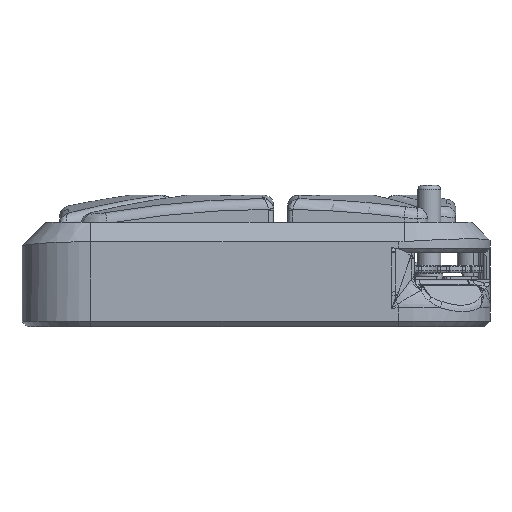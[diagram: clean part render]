
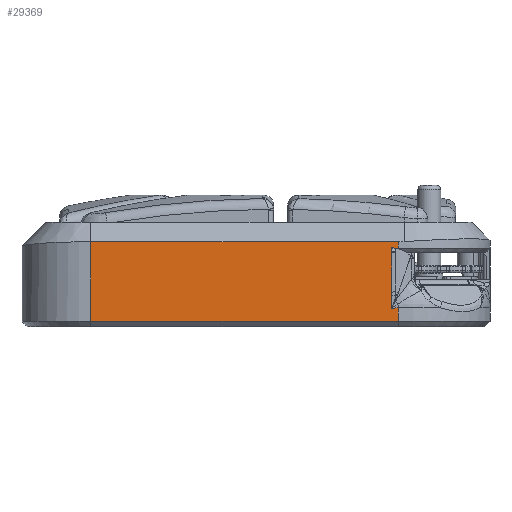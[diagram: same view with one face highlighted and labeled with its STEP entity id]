
A CAD part, left-side view. The second image highlights one B-rep face of the part: STEP entity #29369.
In plain terms, the highlighted planar face has unit normal (-1, 0, 0).
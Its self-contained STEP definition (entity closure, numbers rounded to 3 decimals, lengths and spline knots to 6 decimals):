
#1276=B_SPLINE_CURVE_WITH_KNOTS('',3,(#50735,#50736,#50737,#50738),
 .UNSPECIFIED.,.F.,.F.,(4,4),(0.,0.001428),.UNSPECIFIED.);
#1285=B_SPLINE_CURVE_WITH_KNOTS('',3,(#50804,#50805,#50806,#50807),
 .UNSPECIFIED.,.F.,.F.,(4,4),(0.,0.001419),.UNSPECIFIED.);
#3083=LINE('',#50689,#5001);
#3096=LINE('',#50799,#5014);
#3097=LINE('',#50802,#5015);
#3098=LINE('',#50808,#5016);
#3099=LINE('',#50810,#5017);
#3100=LINE('',#50812,#5018);
#5001=VECTOR('',#38575,1.);
#5014=VECTOR('',#38614,1.);
#5015=VECTOR('',#38615,1.);
#5016=VECTOR('',#38616,1.);
#5017=VECTOR('',#38617,1.);
#5018=VECTOR('',#38618,1.);
#10748=ORIENTED_EDGE('',*,*,#17390,.T.);
#10749=ORIENTED_EDGE('',*,*,#17391,.F.);
#10750=ORIENTED_EDGE('',*,*,#17392,.T.);
#10751=ORIENTED_EDGE('',*,*,#17357,.T.);
#10752=ORIENTED_EDGE('',*,*,#17371,.T.);
#10753=ORIENTED_EDGE('',*,*,#17393,.F.);
#10754=ORIENTED_EDGE('',*,*,#17394,.T.);
#10755=ORIENTED_EDGE('',*,*,#17395,.T.);
#17357=EDGE_CURVE('',#20992,#20993,#3083,.F.);
#17371=EDGE_CURVE('',#20993,#21002,#1276,.T.);
#17390=EDGE_CURVE('',#21014,#21015,#3096,.T.);
#17391=EDGE_CURVE('',#21016,#21015,#3097,.T.);
#17392=EDGE_CURVE('',#21016,#20992,#1285,.T.);
#17393=EDGE_CURVE('',#21017,#21002,#3098,.T.);
#17394=EDGE_CURVE('',#21017,#21018,#3099,.T.);
#17395=EDGE_CURVE('',#21018,#21014,#3100,.T.);
#20992=VERTEX_POINT('',#50690);
#20993=VERTEX_POINT('',#50691);
#21002=VERTEX_POINT('',#50734);
#21014=VERTEX_POINT('',#50800);
#21015=VERTEX_POINT('',#50801);
#21016=VERTEX_POINT('',#50803);
#21017=VERTEX_POINT('',#50809);
#21018=VERTEX_POINT('',#50811);
#24727=EDGE_LOOP('',(#10748,#10749,#10750,#10751,#10752,#10753,#10754,#10755));
#26789=FACE_BOUND('',#24727,.T.);
#27942=PLANE('',#32408);
#29369=ADVANCED_FACE('',(#26789),#27942,.F.);
#32408=AXIS2_PLACEMENT_3D('',#50798,#38612,#38613);
#38575=DIRECTION('',(0.,0.,-1.));
#38612=DIRECTION('',(1.,0.,0.));
#38613=DIRECTION('',(0.,1.,0.));
#38614=DIRECTION('',(0.,-1.,0.));
#38615=DIRECTION('',(0.,0.,-1.));
#38616=DIRECTION('',(0.,0.,-1.));
#38617=DIRECTION('',(0.,1.,0.));
#38618=DIRECTION('',(0.,0.,-1.));
#50689=CARTESIAN_POINT('',(-0.04515,-0.032173,0.0128));
#50690=CARTESIAN_POINT('',(-0.04515,-0.032173,0.001642));
#50691=CARTESIAN_POINT('',(-0.04515,-0.032173,0.01476));
#50734=CARTESIAN_POINT('',(-0.04515,-0.0336,0.014709));
#50735=CARTESIAN_POINT('',(-0.04515,-0.032173,0.01476));
#50736=CARTESIAN_POINT('',(-0.04515,-0.032648,0.014726));
#50737=CARTESIAN_POINT('',(-0.04515,-0.033124,0.014709));
#50738=CARTESIAN_POINT('',(-0.04515,-0.0336,0.014709));
#50798=CARTESIAN_POINT('',(-0.04515,-0.002075,0.0203));
#50799=CARTESIAN_POINT('',(-0.04515,-0.0336,-0.0012));
#50800=CARTESIAN_POINT('',(-0.04515,0.03325,-0.0012));
#50801=CARTESIAN_POINT('',(-0.04515,-0.0336,-0.0012));
#50802=CARTESIAN_POINT('',(-0.04515,-0.0336,0.0203));
#50803=CARTESIAN_POINT('',(-0.04515,-0.0336,0.001715));
#50804=CARTESIAN_POINT('',(-0.04515,-0.0336,0.001715));
#50805=CARTESIAN_POINT('',(-0.04515,-0.03312,0.001715));
#50806=CARTESIAN_POINT('',(-0.04515,-0.032644,0.00169));
#50807=CARTESIAN_POINT('',(-0.04515,-0.032173,0.001642));
#50808=CARTESIAN_POINT('',(-0.04515,-0.0336,0.0203));
#50809=CARTESIAN_POINT('',(-0.04515,-0.0336,0.016093));
#50810=CARTESIAN_POINT('',(-0.04515,-0.004575,0.016093));
#50811=CARTESIAN_POINT('',(-0.04515,0.03325,0.016093));
#50812=CARTESIAN_POINT('',(-0.04515,0.03325,0.0203));
